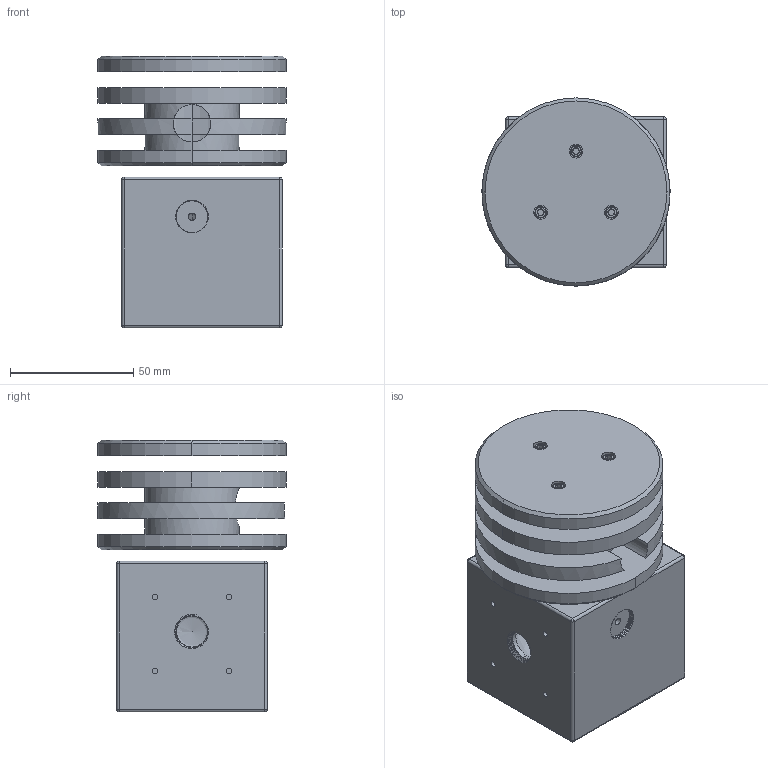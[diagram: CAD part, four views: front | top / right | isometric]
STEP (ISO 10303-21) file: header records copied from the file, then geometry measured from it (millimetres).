
FILE_DESCRIPTION (( 'STEP AP214' ), '1' );
FILE_NAME ('SK-XXXX- M6-12.5.STEP', '2018-05-23T13:09:14', ( '' ), ( '' ), 'SwSTEP 2.0', 'SolidWorks 2016', '' );
FILE_SCHEMA (( 'AUTOMOTIVE_DESIGN' ));
Length unit declared in the file: millimetre
Products named in the file (1): SK-XXXX- M6-12.5
Bounding box: 76.2 x 76.2 x 110.02 mm (x, y, z)
Surface area: 73735 mm2 (no closed solid volume)
Topology: 0 solids, 13 shells, 253 faces, 712 edges, 465 vertices
Faces by surface type: plane 103, cylinder 74, cone 60, sphere 10, bspline 6
Entity records: 12891 total; most frequent: CARTESIAN_POINT 3762, DIRECTION 1350, ORIENTED_EDGE 1191, EDGE_CURVE 698, AXIS2_PLACEMENT_3D 507, VERTEX_POINT 463, LINE 336, VECTOR 336
